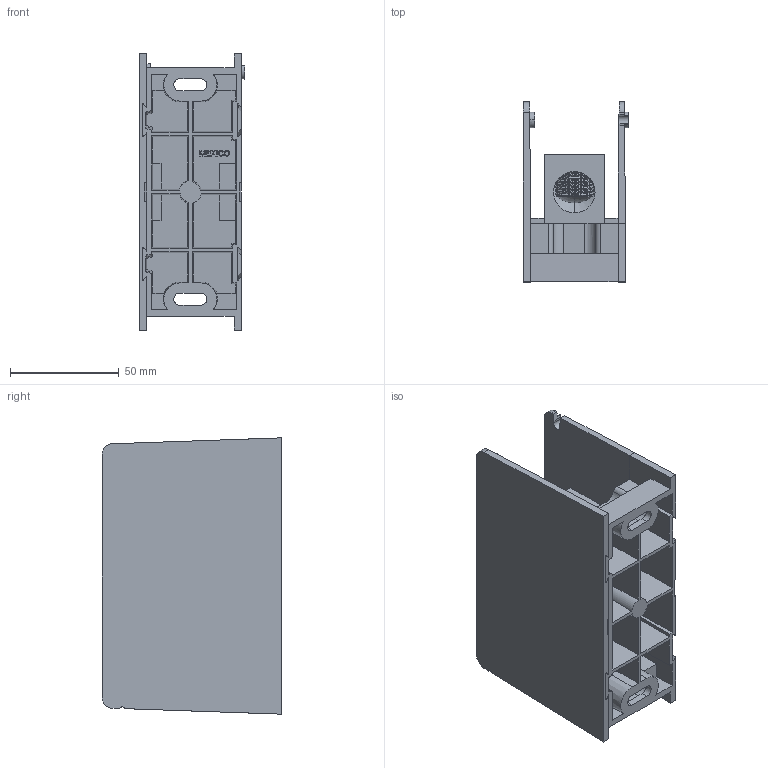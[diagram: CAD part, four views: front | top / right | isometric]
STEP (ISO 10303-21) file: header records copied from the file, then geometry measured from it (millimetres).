
FILE_DESCRIPTION (( 'STEP AP214' ), '1' );
FILE_NAME ('701887_1p_rev-.STEP', '2013-08-26T19:54:30', ( '' ), ( '' ), 'SwSTEP 2.0', 'SolidWorks 2013', '' );
FILE_SCHEMA (( 'AUTOMOTIVE_DESIGN' ));
Length unit declared in the file: inch
Products named in the file (1): 701887_1p_rev-
Bounding box: 48.6 x 82.55 x 127.01 mm (x, y, z)
Volume: 141385.8 mm3; surface area: 91661.2 mm2
Topology: 6 solids, 6 shells, 702 faces, 1765 edges, 1090 vertices
Faces by surface type: plane 280, cylinder 244, cone 142, bspline 24, sphere 6, torus 6
Entity records: 36973 total; most frequent: CARTESIAN_POINT 11914, ORIENTED_EDGE 3518, DIRECTION 2993, EDGE_CURVE 1759, VERTEX_POINT 1090, LINE 1031, VECTOR 1031, AXIS2_PLACEMENT_3D 981
